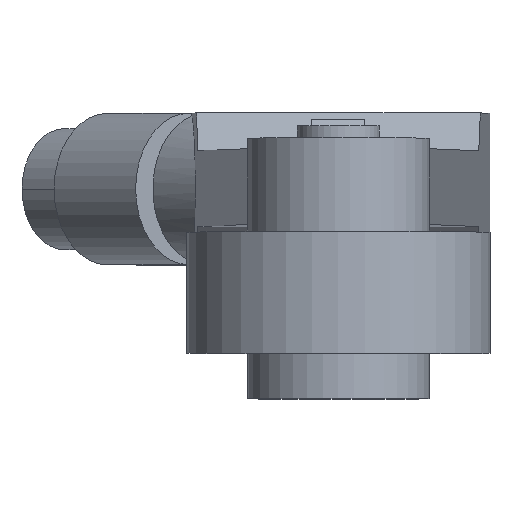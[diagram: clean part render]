
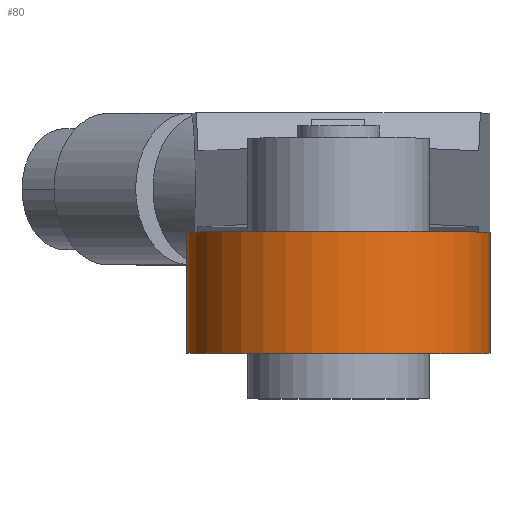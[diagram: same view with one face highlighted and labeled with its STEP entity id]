
A CAD part, top view. The second image highlights one B-rep face of the part: STEP entity #80.
In plain terms, the highlighted cylindrical face has radius 7.938 mm (diameter 15.875 mm), a partial arc.
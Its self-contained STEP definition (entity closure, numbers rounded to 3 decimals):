
#80=ADVANCED_FACE('FACE6',(#194),#195,.T.);
#194=FACE_OUTER_BOUND('',#343,.T.);
#195=CYLINDRICAL_SURFACE('',#344,7.938);
#343=EDGE_LOOP('',(#506,#507,#508,#509));
#344=AXIS2_PLACEMENT_3D('',#510,#511,#512);
#506=ORIENTED_EDGE('',*,*,#896,.T.);
#507=ORIENTED_EDGE('',*,*,#897,.F.);
#508=ORIENTED_EDGE('',*,*,#898,.T.);
#509=ORIENTED_EDGE('',*,*,#891,.T.);
#510=CARTESIAN_POINT('',(0.0,-5.556,76.2));
#511=DIRECTION('',(0.0,-1.0,0.));
#512=DIRECTION('',(1.0,0.0,0.0));
#891=EDGE_CURVE('EDGE8',#1056,#1055,#1058,.T.);
#896=EDGE_CURVE('EDGE11',#1055,#1065,#1066,.T.);
#897=EDGE_CURVE('EDGE12',#1067,#1065,#1068,.T.);
#898=EDGE_CURVE('EDGE13',#1067,#1056,#1069,.T.);
#1055=VERTEX_POINT('VERTEX5',#1294);
#1056=VERTEX_POINT('VERTEX6',#1295);
#1058=CIRCLE('',#1297,7.938);
#1065=VERTEX_POINT('VERTEX9',#1304);
#1066=LINE('',#1305,#1306);
#1067=VERTEX_POINT('VERTEX10',#1307);
#1068=CIRCLE('',#1308,7.938);
#1069=LINE('',#1309,#1310);
#1294=CARTESIAN_POINT('',(7.938,-8.731,76.2));
#1295=CARTESIAN_POINT('',(-7.938,-8.731,76.2));
#1297=AXIS2_PLACEMENT_3D('',#1605,#1606,#1607);
#1304=CARTESIAN_POINT('',(7.938,-2.381,76.2));
#1305=CARTESIAN_POINT('',(7.938,-5.556,76.2));
#1306=VECTOR('',#1614,1.0);
#1307=CARTESIAN_POINT('',(-7.938,-2.381,76.2));
#1308=AXIS2_PLACEMENT_3D('',#1615,#1616,#1617);
#1309=CARTESIAN_POINT('',(-7.938,-5.556,76.2));
#1310=VECTOR('',#1618,1.0);
#1605=CARTESIAN_POINT('',(0.0,-8.731,76.2));
#1606=DIRECTION('',(0.0,1.0,0.));
#1607=DIRECTION('',(1.0,0.0,0.0));
#1614=DIRECTION('',(0.0,1.0,0.));
#1615=CARTESIAN_POINT('',(0.0,-2.381,76.2));
#1616=DIRECTION('',(0.0,1.0,0.));
#1617=DIRECTION('',(1.0,0.0,0.0));
#1618=DIRECTION('',(0.0,-1.0,0.));
